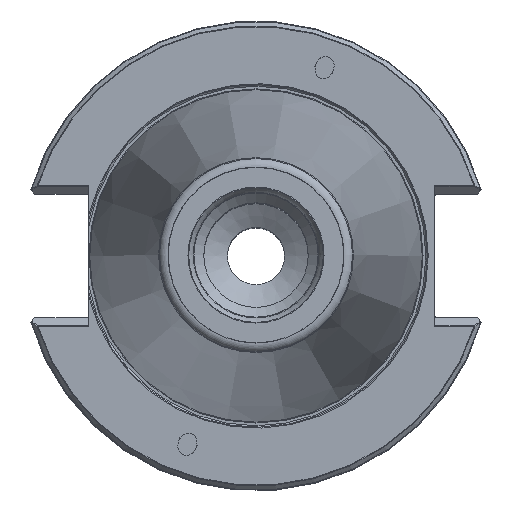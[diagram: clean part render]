
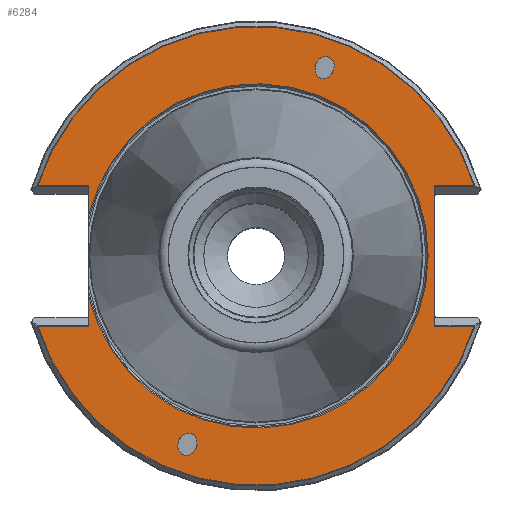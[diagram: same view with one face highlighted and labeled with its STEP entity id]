
A CAD part, top view. The second image highlights one B-rep face of the part: STEP entity #6284.
In plain terms, the highlighted planar face has unit normal (0, 0, 1).
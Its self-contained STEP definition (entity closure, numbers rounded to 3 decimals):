
#28=ELLIPSE('',#6744,2.381,1.95);
#29=ELLIPSE('',#6746,2.381,1.95);
#205=LINE('',#9703,#409);
#208=LINE('',#9724,#412);
#224=LINE('',#9776,#428);
#226=LINE('',#9780,#430);
#227=LINE('',#9782,#431);
#228=LINE('',#9783,#432);
#229=LINE('',#9784,#433);
#409=VECTOR('',#7882,1000.);
#412=VECTOR('',#7895,1000.);
#428=VECTOR('',#7937,1000.);
#430=VECTOR('',#7941,1000.);
#431=VECTOR('',#7942,1000.);
#432=VECTOR('',#7943,1000.);
#433=VECTOR('',#7944,1000.);
#1777=ORIENTED_EDGE('',*,*,#2350,.F.);
#1778=ORIENTED_EDGE('',*,*,#2349,.F.);
#1779=ORIENTED_EDGE('',*,*,#2383,.F.);
#1780=ORIENTED_EDGE('',*,*,#2347,.T.);
#1781=ORIENTED_EDGE('',*,*,#2406,.T.);
#1782=ORIENTED_EDGE('',*,*,#2408,.T.);
#1783=ORIENTED_EDGE('',*,*,#2409,.F.);
#1784=ORIENTED_EDGE('',*,*,#2353,.T.);
#1785=ORIENTED_EDGE('',*,*,#2376,.T.);
#1786=ORIENTED_EDGE('',*,*,#2410,.T.);
#1787=ORIENTED_EDGE('',*,*,#2380,.F.);
#1788=ORIENTED_EDGE('',*,*,#2411,.T.);
#2347=EDGE_CURVE('',#2798,#2797,#3039,.T.);
#2349=EDGE_CURVE('',#2799,#2799,#28,.T.);
#2350=EDGE_CURVE('',#2800,#2800,#29,.T.);
#2353=EDGE_CURVE('',#2803,#2802,#3040,.T.);
#2376=EDGE_CURVE('',#2802,#2818,#205,.T.);
#2380=EDGE_CURVE('',#2821,#2822,#3044,.T.);
#2383=EDGE_CURVE('',#2798,#2823,#208,.T.);
#2406=EDGE_CURVE('',#2797,#2838,#224,.T.);
#2408=EDGE_CURVE('',#2838,#2839,#226,.T.);
#2409=EDGE_CURVE('',#2803,#2839,#227,.T.);
#2410=EDGE_CURVE('',#2818,#2822,#228,.T.);
#2411=EDGE_CURVE('',#2821,#2823,#229,.T.);
#2797=VERTEX_POINT('',#9623);
#2798=VERTEX_POINT('',#9625);
#2799=VERTEX_POINT('',#9632);
#2800=VERTEX_POINT('',#9635);
#2802=VERTEX_POINT('',#9646);
#2803=VERTEX_POINT('',#9648);
#2818=VERTEX_POINT('',#9704);
#2821=VERTEX_POINT('',#9713);
#2822=VERTEX_POINT('',#9714);
#2823=VERTEX_POINT('',#9725);
#2838=VERTEX_POINT('',#9777);
#2839=VERTEX_POINT('',#9781);
#3039=CIRCLE('',#6742,48.363);
#3040=CIRCLE('',#6748,48.363);
#3044=CIRCLE('',#6765,36.2);
#3455=EDGE_LOOP('',(#1777));
#3456=EDGE_LOOP('',(#1778));
#3457=EDGE_LOOP('',(#1779,#1780,#1781,#1782,#1783,#1784,#1785,#1786,#1787,
#1788));
#3891=FACE_BOUND('',#3455,.T.);
#3892=FACE_BOUND('',#3456,.T.);
#3893=FACE_BOUND('',#3457,.T.);
#4020=PLANE('',#6780);
#6284=ADVANCED_FACE('',(#3891,#3892,#3893),#4020,.T.);
#6742=AXIS2_PLACEMENT_3D('',#9624,#7827,#7828);
#6744=AXIS2_PLACEMENT_3D('',#9631,#7831,#7832);
#6746=AXIS2_PLACEMENT_3D('',#9634,#7835,#7836);
#6748=AXIS2_PLACEMENT_3D('',#9647,#7839,#7840);
#6765=AXIS2_PLACEMENT_3D('',#9712,#7891,#7892);
#6780=AXIS2_PLACEMENT_3D('',#9779,#7939,#7940);
#7827=DIRECTION('',(0.,0.,1.));
#7828=DIRECTION('',(1.,0.,0.));
#7831=DIRECTION('',(0.,0.,1.));
#7832=DIRECTION('',(-0.342,-0.94,0.));
#7835=DIRECTION('',(0.,0.,1.));
#7836=DIRECTION('',(0.342,0.94,0.));
#7839=DIRECTION('',(0.,0.,1.));
#7840=DIRECTION('',(1.,0.,0.));
#7882=DIRECTION('',(1.,0.,0.));
#7891=DIRECTION('',(0.,0.,1.));
#7892=DIRECTION('',(1.,0.,0.));
#7895=DIRECTION('',(1.,0.,0.));
#7937=DIRECTION('',(-1.,0.,0.));
#7939=DIRECTION('',(0.,0.,1.));
#7940=DIRECTION('',(1.,0.,0.));
#7941=DIRECTION('',(0.,1.,0.));
#7942=DIRECTION('',(-1.,0.,0.));
#7943=DIRECTION('',(0.,-1.,0.));
#7944=DIRECTION('',(0.,-1.,0.));
#9623=CARTESIAN_POINT('',(46.025,-14.855,-1.3));
#9624=CARTESIAN_POINT('',(0.,0.,-1.3));
#9625=CARTESIAN_POINT('',(-46.025,-14.855,-1.3));
#9631=CARTESIAN_POINT('',(14.413,39.599,-1.3));
#9632=CARTESIAN_POINT('',(13.599,37.362,-1.3));
#9634=CARTESIAN_POINT('',(-14.413,-39.599,-1.3));
#9635=CARTESIAN_POINT('',(-13.599,-37.362,-1.3));
#9646=CARTESIAN_POINT('',(-46.025,14.855,-1.3));
#9647=CARTESIAN_POINT('',(0.,0.,-1.3));
#9648=CARTESIAN_POINT('',(46.025,14.855,-1.3));
#9703=CARTESIAN_POINT('',(-228.637,14.855,-1.3));
#9704=CARTESIAN_POINT('',(-35.16,14.855,-1.3));
#9712=CARTESIAN_POINT('',(0.,0.,-1.3));
#9713=CARTESIAN_POINT('',(-35.16,-8.615,-1.3));
#9714=CARTESIAN_POINT('',(-35.16,8.615,-1.3));
#9724=CARTESIAN_POINT('',(-228.637,-14.855,-1.3));
#9725=CARTESIAN_POINT('',(-35.16,-14.855,-1.3));
#9776=CARTESIAN_POINT('',(231.047,-14.855,-1.3));
#9777=CARTESIAN_POINT('',(37.57,-14.855,-1.3));
#9779=CARTESIAN_POINT('',(36.2,0.,-1.3));
#9780=CARTESIAN_POINT('',(37.57,0.,-1.3));
#9781=CARTESIAN_POINT('',(37.57,14.855,-1.3));
#9782=CARTESIAN_POINT('',(231.047,14.855,-1.3));
#9783=CARTESIAN_POINT('',(-35.16,0.,-1.3));
#9784=CARTESIAN_POINT('',(-35.16,0.,-1.3));
